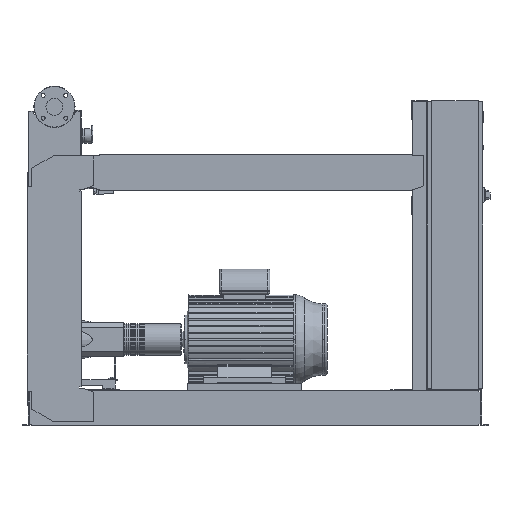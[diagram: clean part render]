
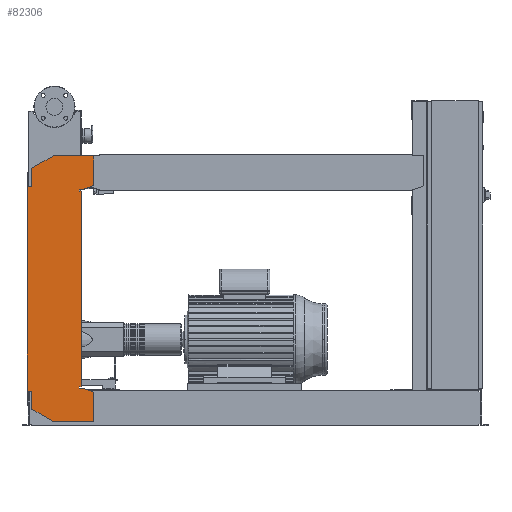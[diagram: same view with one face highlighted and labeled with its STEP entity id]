
A CAD part, front view. The second image highlights one B-rep face of the part: STEP entity #82306.
In plain terms, the highlighted free-form (B-spline) face has degree [1, 1] with [2, 2] control points.
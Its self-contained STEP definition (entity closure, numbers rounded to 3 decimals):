
#81791=CARTESIAN_POINT('',(-102.0,-322.5,1076.0));
#81792=VERTEX_POINT('',#81791);
#81799=CARTESIAN_POINT('',(-102.0,-322.5,1158.574));
#81800=VERTEX_POINT('',#81799);
#81801=CARTESIAN_POINT('',(-102.0,-322.5,1076.0));
#81802=DIRECTION('',(0.0,0.0,1.0));
#81803=VECTOR('',#81802,82.574);
#81804=LINE('',#81801,#81803);
#81805=EDGE_CURVE('',#81792,#81800,#81804,.T.);
#81823=CARTESIAN_POINT('',(-6.,-322.5,1214.0));
#81824=VERTEX_POINT('',#81823);
#81825=CARTESIAN_POINT('',(-102.0,-322.5,1158.574));
#81826=DIRECTION('',(0.866,0.0,0.5));
#81827=VECTOR('',#81826,110.851);
#81828=LINE('',#81825,#81827);
#81829=EDGE_CURVE('',#81800,#81824,#81828,.T.);
#81847=CARTESIAN_POINT('',(177.0,-322.5,1214.0));
#81848=VERTEX_POINT('',#81847);
#81849=CARTESIAN_POINT('',(-6.,-322.5,1214.0));
#81850=DIRECTION('',(1.0,0.0,0.0));
#81851=VECTOR('',#81850,183.0);
#81852=LINE('',#81849,#81851);
#81853=EDGE_CURVE('',#81824,#81848,#81852,.T.);
#81871=CARTESIAN_POINT('',(177.0,-322.5,1080.379));
#81872=VERTEX_POINT('',#81871);
#81873=CARTESIAN_POINT('',(177.0,-322.5,1214.0));
#81874=DIRECTION('',(0.0,0.0,-1.0));
#81875=VECTOR('',#81874,133.621);
#81876=LINE('',#81873,#81875);
#81877=EDGE_CURVE('',#81848,#81872,#81876,.T.);
#81895=CARTESIAN_POINT('',(132.,-322.5,1064.0));
#81896=VERTEX_POINT('',#81895);
#81897=CARTESIAN_POINT('',(177.0,-322.5,1080.379));
#81898=DIRECTION('',(-0.94,0.0,-0.342));
#81899=VECTOR('',#81898,47.888);
#81900=LINE('',#81897,#81899);
#81901=EDGE_CURVE('',#81872,#81896,#81900,.T.);
#81919=CARTESIAN_POINT('',(112.0,-322.5,1064.0));
#81920=VERTEX_POINT('',#81919);
#81921=CARTESIAN_POINT('',(132.,-322.5,1064.0));
#81922=DIRECTION('',(-1.0,0.0,0.0));
#81923=VECTOR('',#81922,20.);
#81924=LINE('',#81921,#81923);
#81925=EDGE_CURVE('',#81896,#81920,#81924,.T.);
#81943=CARTESIAN_POINT('',(112.0,-322.5,1056.0));
#81944=VERTEX_POINT('',#81943);
#81945=CARTESIAN_POINT('',(112.0,-322.5,1064.0));
#81946=DIRECTION('',(0.0,0.0,-1.0));
#81947=VECTOR('',#81946,8.0);
#81948=LINE('',#81945,#81947);
#81949=EDGE_CURVE('',#81920,#81944,#81948,.T.);
#81967=CARTESIAN_POINT('',(120.,-322.5,1056.0));
#81968=VERTEX_POINT('',#81967);
#81969=CARTESIAN_POINT('',(112.0,-322.5,1056.0));
#81970=DIRECTION('',(1.0,0.0,0.0));
#81971=VECTOR('',#81970,8.);
#81972=LINE('',#81969,#81971);
#81973=EDGE_CURVE('',#81944,#81968,#81972,.T.);
#81991=CARTESIAN_POINT('',(120.,-322.5,176.));
#81992=VERTEX_POINT('',#81991);
#82003=CARTESIAN_POINT('',(120.,-322.5,1056.0));
#82004=DIRECTION('',(0.0,0.0,-1.0));
#82005=VECTOR('',#82004,880.);
#82006=LINE('',#82003,#82005);
#82007=EDGE_CURVE('',#81968,#81992,#82006,.T.);
#82021=CARTESIAN_POINT('',(112.,-322.5,176.));
#82022=VERTEX_POINT('',#82021);
#82023=CARTESIAN_POINT('',(120.,-322.5,176.));
#82024=DIRECTION('',(-1.0,0.0,0.0));
#82025=VECTOR('',#82024,8.);
#82026=LINE('',#82023,#82025);
#82027=EDGE_CURVE('',#81992,#82022,#82026,.T.);
#82045=CARTESIAN_POINT('',(112.,-322.5,168.));
#82046=VERTEX_POINT('',#82045);
#82047=CARTESIAN_POINT('',(112.,-322.5,176.));
#82048=DIRECTION('',(0.0,0.0,-1.0));
#82049=VECTOR('',#82048,8.0);
#82050=LINE('',#82047,#82049);
#82051=EDGE_CURVE('',#82022,#82046,#82050,.T.);
#82069=CARTESIAN_POINT('',(132.,-322.5,168.));
#82070=VERTEX_POINT('',#82069);
#82071=CARTESIAN_POINT('',(112.,-322.5,168.));
#82072=DIRECTION('',(1.0,0.0,0.0));
#82073=VECTOR('',#82072,20.0);
#82074=LINE('',#82071,#82073);
#82075=EDGE_CURVE('',#82046,#82070,#82074,.T.);
#82093=CARTESIAN_POINT('',(177.,-322.5,151.621));
#82094=VERTEX_POINT('',#82093);
#82095=CARTESIAN_POINT('',(132.,-322.5,168.));
#82096=DIRECTION('',(0.94,0.0,-0.342));
#82097=VECTOR('',#82096,47.888);
#82098=LINE('',#82095,#82097);
#82099=EDGE_CURVE('',#82070,#82094,#82098,.T.);
#82117=CARTESIAN_POINT('',(177.,-322.5,18.0));
#82118=VERTEX_POINT('',#82117);
#82119=CARTESIAN_POINT('',(177.,-322.5,151.621));
#82120=DIRECTION('',(0.0,0.0,-1.0));
#82121=VECTOR('',#82120,133.621);
#82122=LINE('',#82119,#82121);
#82123=EDGE_CURVE('',#82094,#82118,#82122,.T.);
#82141=CARTESIAN_POINT('',(-4.,-322.5,18.0));
#82142=VERTEX_POINT('',#82141);
#82143=CARTESIAN_POINT('',(177.,-322.5,18.0));
#82144=DIRECTION('',(-1.0,0.0,0.0));
#82145=VECTOR('',#82144,181.);
#82146=LINE('',#82143,#82145);
#82147=EDGE_CURVE('',#82118,#82142,#82146,.T.);
#82165=CARTESIAN_POINT('',(-102.,-322.5,74.58));
#82166=VERTEX_POINT('',#82165);
#82167=CARTESIAN_POINT('',(-4.,-322.5,18.0));
#82168=DIRECTION('',(-0.866,0.,0.5));
#82169=VECTOR('',#82168,113.161);
#82170=LINE('',#82167,#82169);
#82171=EDGE_CURVE('',#82142,#82166,#82170,.T.);
#82189=CARTESIAN_POINT('',(-102.,-322.5,156.0));
#82190=VERTEX_POINT('',#82189);
#82191=CARTESIAN_POINT('',(-102.,-322.5,74.58));
#82192=DIRECTION('',(0.0,0.0,1.0));
#82193=VECTOR('',#82192,81.42);
#82194=LINE('',#82191,#82193);
#82195=EDGE_CURVE('',#82166,#82190,#82194,.T.);
#82213=CARTESIAN_POINT('',(-122.,-322.5,156.0));
#82214=VERTEX_POINT('',#82213);
#82215=CARTESIAN_POINT('',(-102.,-322.5,156.0));
#82216=DIRECTION('',(-1.0,0.0,0.0));
#82217=VECTOR('',#82216,20.0);
#82218=LINE('',#82215,#82217);
#82219=EDGE_CURVE('',#82190,#82214,#82218,.T.);
#82237=CARTESIAN_POINT('',(-122.0,-322.5,1076.0));
#82238=VERTEX_POINT('',#82237);
#82251=CARTESIAN_POINT('',(-122.,-322.5,156.0));
#82252=DIRECTION('',(0.0,0.0,1.0));
#82253=VECTOR('',#82252,920.0);
#82254=LINE('',#82251,#82253);
#82255=EDGE_CURVE('',#82214,#82238,#82254,.T.);
#82269=CARTESIAN_POINT('',(-122.0,-322.5,1076.0));
#82270=DIRECTION('',(1.0,0.0,0.0));
#82271=VECTOR('',#82270,20.0);
#82272=LINE('',#82269,#82271);
#82273=EDGE_CURVE('',#82238,#81792,#82272,.T.);
#82279=CARTESIAN_POINT('',(-122.,-322.5,18.0));
#82280=CARTESIAN_POINT('',(177.0,-322.5,18.0));
#82281=CARTESIAN_POINT('',(-122.,-322.5,1214.0));
#82282=CARTESIAN_POINT('',(177.0,-322.5,1214.0));
#82283=B_SPLINE_SURFACE_WITH_KNOTS('',1,1,((#82279,#82281),(#82280,#82282)),.UNSPECIFIED.,.F.,.F.,.U.,(2,2),(2,2),(0.0,299.),(0.0,1196.0),.UNSPECIFIED.);
#82284=ORIENTED_EDGE('',*,*,#82273,.F.);
#82285=ORIENTED_EDGE('',*,*,#82255,.F.);
#82286=ORIENTED_EDGE('',*,*,#82219,.F.);
#82287=ORIENTED_EDGE('',*,*,#82195,.F.);
#82288=ORIENTED_EDGE('',*,*,#82171,.F.);
#82289=ORIENTED_EDGE('',*,*,#82147,.F.);
#82290=ORIENTED_EDGE('',*,*,#82123,.F.);
#82291=ORIENTED_EDGE('',*,*,#82099,.F.);
#82292=ORIENTED_EDGE('',*,*,#82075,.F.);
#82293=ORIENTED_EDGE('',*,*,#82051,.F.);
#82294=ORIENTED_EDGE('',*,*,#82027,.F.);
#82295=ORIENTED_EDGE('',*,*,#82007,.F.);
#82296=ORIENTED_EDGE('',*,*,#81973,.F.);
#82297=ORIENTED_EDGE('',*,*,#81949,.F.);
#82298=ORIENTED_EDGE('',*,*,#81925,.F.);
#82299=ORIENTED_EDGE('',*,*,#81901,.F.);
#82300=ORIENTED_EDGE('',*,*,#81877,.F.);
#82301=ORIENTED_EDGE('',*,*,#81853,.F.);
#82302=ORIENTED_EDGE('',*,*,#81829,.F.);
#82303=ORIENTED_EDGE('',*,*,#81805,.F.);
#82304=EDGE_LOOP('',(#82284,#82285,#82286,#82287,#82288,#82289,#82290,#82291,#82292,#82293,#82294,#82295,#82296,#82297,#82298,#82299,#82300,#82301,#82302,#82303));
#82305=FACE_OUTER_BOUND('',#82304,.T.);
#82306=ADVANCED_FACE('',(#82305),#82283,.T.);
